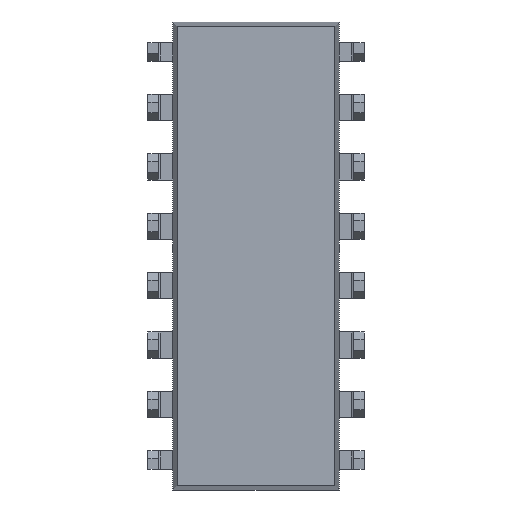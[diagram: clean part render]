
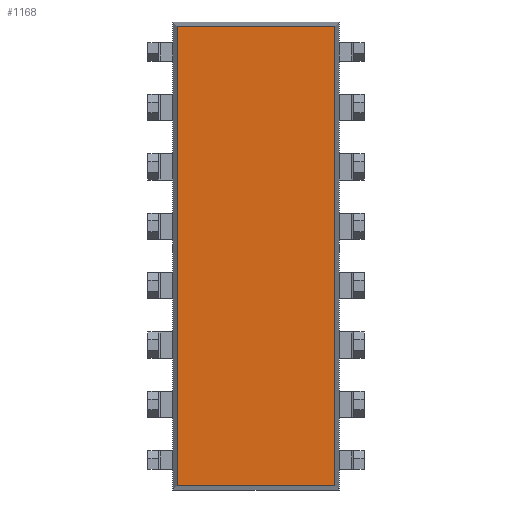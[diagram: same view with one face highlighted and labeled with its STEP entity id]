
A CAD part, front view. The second image highlights one B-rep face of the part: STEP entity #1168.
In plain terms, the highlighted planar face has unit normal (0, -1, 0).
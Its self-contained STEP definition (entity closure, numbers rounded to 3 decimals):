
#69 = VERTEX_POINT ( 'NONE', #2315 ) ;
#193 = CARTESIAN_POINT ( 'NONE',  ( 3.368, 0.51, 10. ) ) ;
#264 = LINE ( 'NONE', #3220, #4547 ) ;
#294 = CARTESIAN_POINT ( 'NONE',  ( 3.368, 0.51, -9.818 ) ) ;
#577 = CARTESIAN_POINT ( 'NONE',  ( -3.368, 0.51, -9.818 ) ) ;
#830 = EDGE_LOOP ( 'NONE', ( #5063, #3032, #3305, #5757 ) ) ;
#1168 = ADVANCED_FACE ( 'NONE', ( #1275 ), #1815, .T. ) ;
#1275 = FACE_OUTER_BOUND ( 'NONE', #830, .T. ) ;
#1386 = AXIS2_PLACEMENT_3D ( 'NONE', #3421, #3495, #5640 ) ;
#1570 = LINE ( 'NONE', #5432, #4016 ) ;
#1815 = PLANE ( 'NONE',  #1386 ) ;
#2315 = CARTESIAN_POINT ( 'NONE',  ( -3.368, 0.51, 9.818 ) ) ;
#2562 = LINE ( 'NONE', #4801, #5900 ) ;
#2912 = VERTEX_POINT ( 'NONE', #294 ) ;
#2949 = VECTOR ( 'NONE', #5221, 1000. ) ;
#3032 = ORIENTED_EDGE ( 'NONE', *, *, #3578, .F. ) ;
#3122 = VERTEX_POINT ( 'NONE', #6805 ) ;
#3220 = CARTESIAN_POINT ( 'NONE',  ( 3.55, 0.51, -9.818 ) ) ;
#3305 = ORIENTED_EDGE ( 'NONE', *, *, #5565, .F. ) ;
#3421 = CARTESIAN_POINT ( 'NONE',  ( 0., 0.51, 0. ) ) ;
#3495 = DIRECTION ( 'NONE',  ( 0., -1., 0. ) ) ;
#3578 = EDGE_CURVE ( 'NONE', #2912, #4661, #264, .T. ) ;
#3687 = DIRECTION ( 'NONE',  ( 1., 0., 0. ) ) ;
#4016 = VECTOR ( 'NONE', #3687, 1000. ) ;
#4547 = VECTOR ( 'NONE', #5839, 1000. ) ;
#4661 = VERTEX_POINT ( 'NONE', #577 ) ;
#4710 = LINE ( 'NONE', #193, #2949 ) ;
#4801 = CARTESIAN_POINT ( 'NONE',  ( -3.368, 0.51, -10. ) ) ;
#4971 = EDGE_CURVE ( 'NONE', #4661, #69, #2562, .T. ) ;
#5063 = ORIENTED_EDGE ( 'NONE', *, *, #4971, .F. ) ;
#5221 = DIRECTION ( 'NONE',  ( 0., 0., -1. ) ) ;
#5432 = CARTESIAN_POINT ( 'NONE',  ( -3.55, 0.51, 9.818 ) ) ;
#5565 = EDGE_CURVE ( 'NONE', #3122, #2912, #4710, .T. ) ;
#5640 = DIRECTION ( 'NONE',  ( 1., 0., 0. ) ) ;
#5757 = ORIENTED_EDGE ( 'NONE', *, *, #6961, .F. ) ;
#5839 = DIRECTION ( 'NONE',  ( -1., 0., 0. ) ) ;
#5900 = VECTOR ( 'NONE', #7006, 1000. ) ;
#6805 = CARTESIAN_POINT ( 'NONE',  ( 3.368, 0.51, 9.818 ) ) ;
#6961 = EDGE_CURVE ( 'NONE', #69, #3122, #1570, .T. ) ;
#7006 = DIRECTION ( 'NONE',  ( 0., 0., 1. ) ) ;
